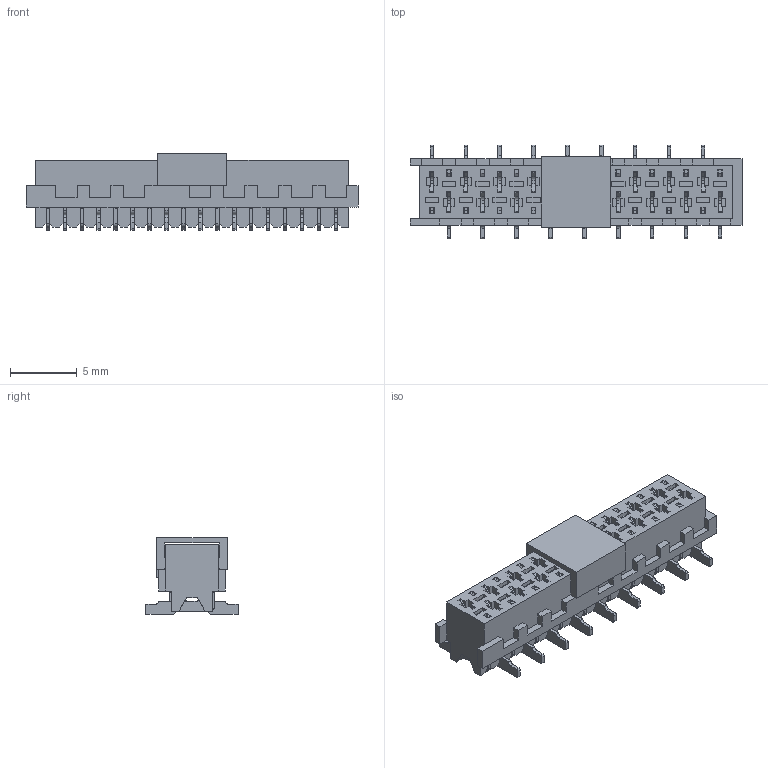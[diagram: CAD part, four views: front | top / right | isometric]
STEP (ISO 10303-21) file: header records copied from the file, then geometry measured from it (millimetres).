
FILE_DESCRIPTION( ( 'Unknown' ), '1' );
FILE_NAME( '690367281876.stp', 'Unknown', ( 'Unknown' ), ( 'Unknown' ), 'PSStep 18.0.17', 'Unknown', ' ' );
FILE_SCHEMA( ( 'AUTOMOTIVE_DESIGN { 1 0 10303 214 1 1 1 1 }' ) );
Length unit declared in the file: millimetre
Products named in the file (4): Assem1; 69036728xx76_CAP; 69036728xx76_PIN; 690367281876
Assembly tree (20 placements, depth 2):
  Assem1
    69036728xx76_CAP
    69036728xx76_PIN  x18
    690367281876
Bounding box: 24.86 x 7 x 5.75 mm (x, y, z)
Volume: 430.5 mm3; surface area: 1751.5 mm2
Topology: 20 solids, 20 shells, 1585 faces, 4542 edges, 2979 vertices
Faces by surface type: plane 1261, cylinder 324
Entity records: 34357 total; most frequent: CARTESIAN_POINT 4911, ORIENTED_EDGE 4902, DIRECTION 4237, EDGE_CURVE 2451, LINE 2415, VECTOR 2415, VERTEX_POINT 1585, AXIS2_PLACEMENT_3D 911
